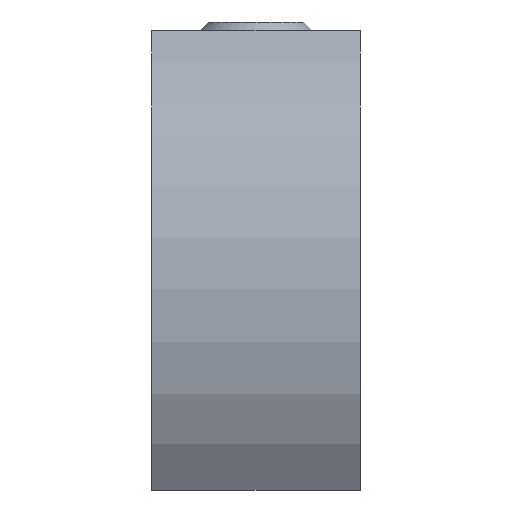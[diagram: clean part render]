
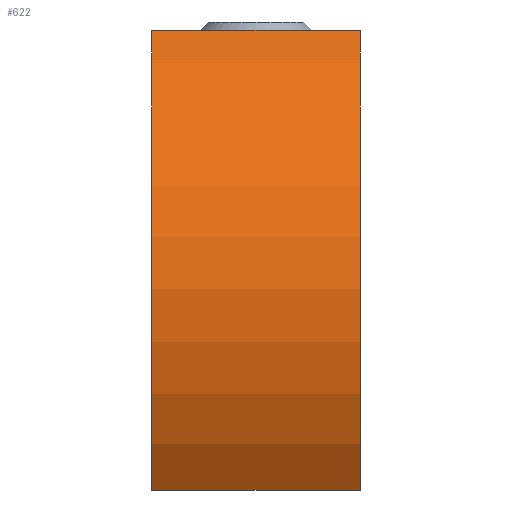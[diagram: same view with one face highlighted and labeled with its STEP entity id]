
A CAD part, left-side view. The second image highlights one B-rep face of the part: STEP entity #622.
In plain terms, the highlighted cylindrical face has radius 23 mm (diameter 46 mm), a partial arc.
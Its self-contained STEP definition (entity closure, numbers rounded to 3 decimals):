
#256=EDGE_CURVE('',#300,#262,#688,.T.);
#262=VERTEX_POINT('',#694);
#270=EDGE_CURVE('',#514,#498,#702,.T.);
#300=VERTEX_POINT('',#740);
#302=EDGE_CURVE('',#300,#514,#742,.T.);
#490=EDGE_CURVE('',#262,#498,#951,.T.);
#498=VERTEX_POINT('',#959);
#514=VERTEX_POINT('',#977);
#622=ADVANCED_FACE('',(#1098),#1099,.T.);
#688=CIRCLE('',#1176,23.);
#694=CARTESIAN_POINT('',(-18.974,-7.5,0.));
#702=CIRCLE('',#1206,23.);
#740=CARTESIAN_POINT('',(-11.358,-7.5,33.));
#742=LINE('',#1259,#1260);
#951=LINE('',#1664,#1665);
#959=CARTESIAN_POINT('',(-18.974,7.5,0.));
#977=CARTESIAN_POINT('',(-11.358,7.5,33.));
#1098=FACE_OUTER_BOUND('',#1846,.T.);
#1099=CYLINDRICAL_SURFACE('',#1847,23.);
#1176=AXIS2_PLACEMENT_3D('',#1892,#1893,#1894);
#1206=AXIS2_PLACEMENT_3D('',#1900,#1901,#1902);
#1259=CARTESIAN_POINT('',(-11.358,-7.5,33.));
#1260=VECTOR('',#1951,1.0);
#1664=CARTESIAN_POINT('',(-18.974,-7.5,0.));
#1665=VECTOR('',#2192,1.0);
#1846=EDGE_LOOP('',(#2376,#2377,#2378,#2379));
#1847=AXIS2_PLACEMENT_3D('',#2380,#2381,#2382);
#1892=CARTESIAN_POINT('',(0.,-7.5,13.));
#1893=DIRECTION('',(0.0,-1.0,0.0));
#1894=DIRECTION('',(-0.494,0.0,0.87));
#1900=CARTESIAN_POINT('',(0.,7.5,13.));
#1901=DIRECTION('',(0.0,-1.0,0.0));
#1902=DIRECTION('',(-0.494,0.0,0.87));
#1951=DIRECTION('',(0.0,1.0,0.0));
#2192=DIRECTION('',(0.0,1.0,0.0));
#2376=ORIENTED_EDGE('',*,*,#270,.T.);
#2377=ORIENTED_EDGE('',*,*,#490,.F.);
#2378=ORIENTED_EDGE('',*,*,#256,.F.);
#2379=ORIENTED_EDGE('',*,*,#302,.T.);
#2380=CARTESIAN_POINT('',(0.,-7.5,13.));
#2381=DIRECTION('',(-0.0,-1.0,-0.0));
#2382=DIRECTION('',(-0.494,0.0,0.87));
